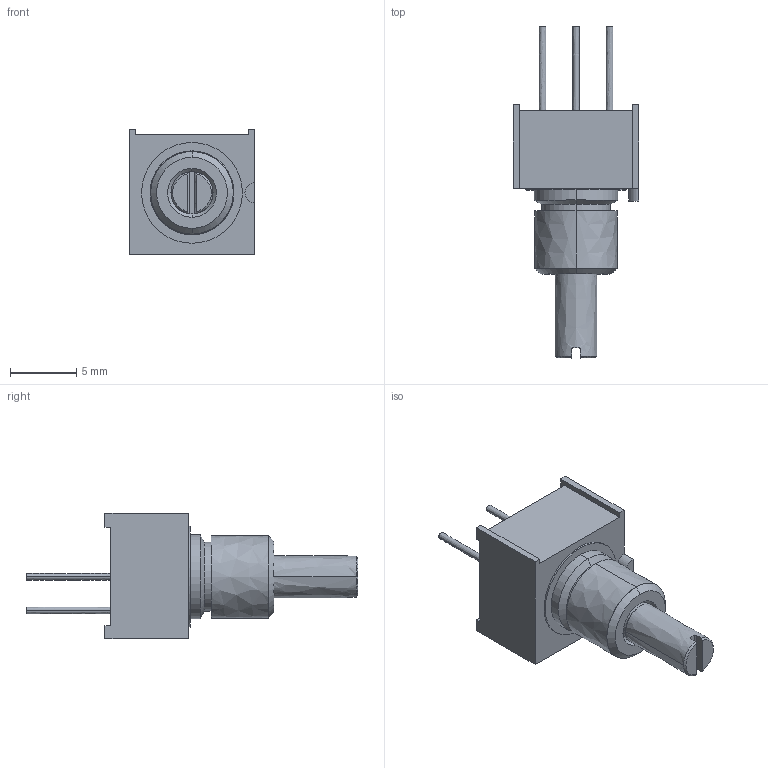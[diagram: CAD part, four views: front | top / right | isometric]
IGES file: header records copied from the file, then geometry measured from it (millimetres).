
Start section:  PTC IGES file: 3315p-002.igs
Global section: file name: 73H3315p-002.igs; native system: Pro/ENGINEER by Parametric Technology Corporation; preprocessor: 2001200; author: RICKB; organization: Unknown; date: 070330.101235; units: inch
Bounding box: 9.53 x 25.1 x 9.53 mm (x, y, z)
Surface area: 806.1 mm2 (no closed solid volume)
Topology: 0 solids, 3 shells, 67 faces, 162 edges, 108 vertices
Faces by surface type: bspline 67
